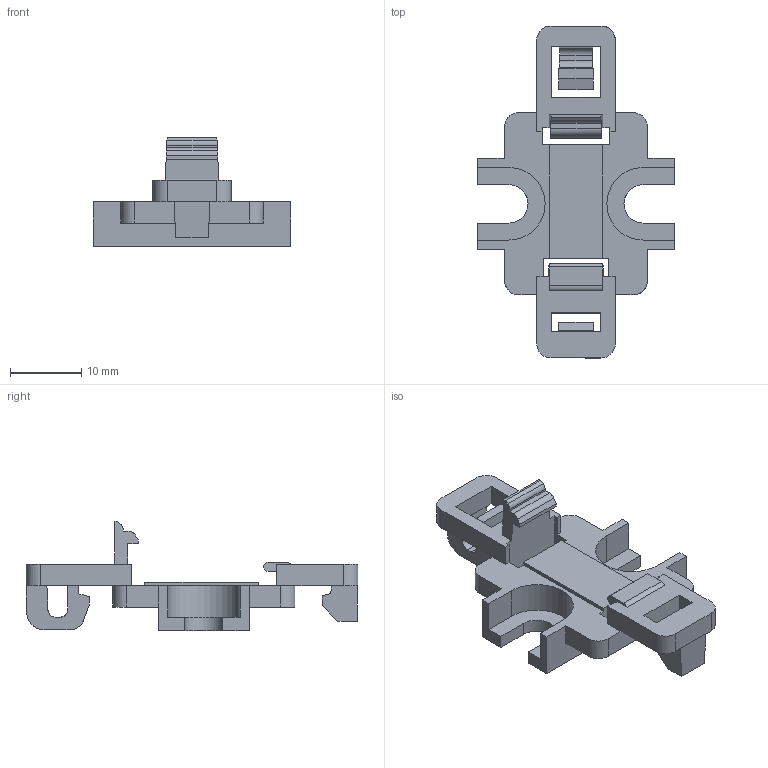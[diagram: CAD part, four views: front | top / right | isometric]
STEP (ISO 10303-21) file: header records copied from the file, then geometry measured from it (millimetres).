
FILE_DESCRIPTION(('CATIA V5 STEP Exchange','CAx-IF Rec.Pracs.--- Model Styling and Organization---1.4--- 2014-01-23'),'2;1');
FILE_NAME ('D1501300_0', '2021-08-27T08:23:35+00:00', ('none'), ('Weidmueller'), 'CATIA Version 5-6 Release 2016 SP3 HF44', 'CATIA V5 STEP AP214', 'none');
FILE_SCHEMA(('AUTOMOTIVE_DESIGN { 1 0 10303 214 1 1 1 1 }'));
Length unit declared in the file: millimetre
Products named in the file (1): S3D_CMA_CTM_7_SNAP_ON
Bounding box: 27.68 x 46.5 x 15.3 mm (x, y, z)
Volume: 3036.4 mm3; surface area: 3114.8 mm2
Topology: 1 solids, 1 shells, 119 faces, 391 edges, 270 vertices
Faces by surface type: plane 98, cylinder 13, extrusion 8
Entity records: 4553 total; most frequent: CARTESIAN_POINT 1047, ORIENTED_EDGE 782, DIRECTION 575, EDGE_CURVE 391, VECTOR 353, LINE 345, VERTEX_POINT 270, EDGE_LOOP 123
